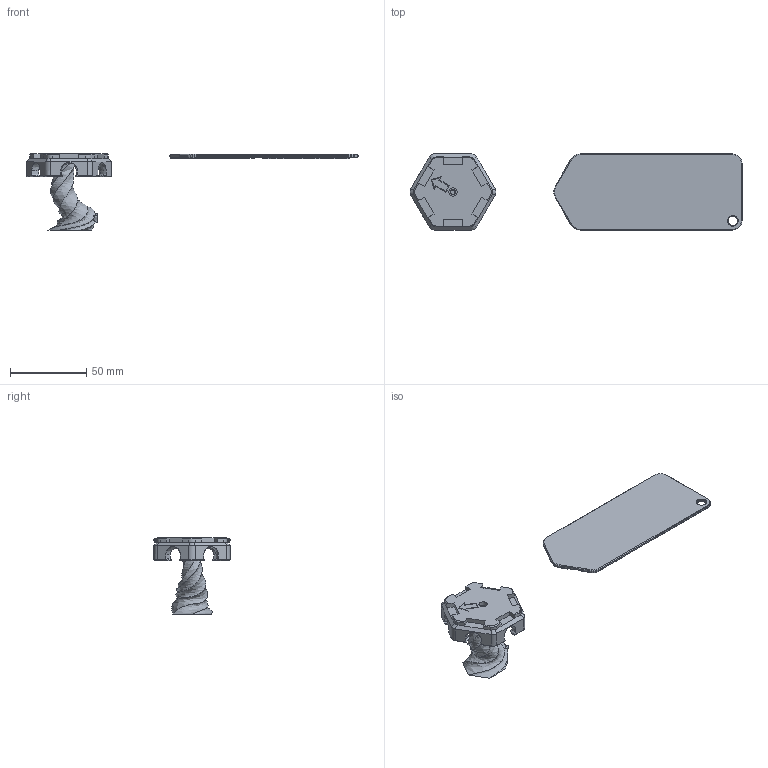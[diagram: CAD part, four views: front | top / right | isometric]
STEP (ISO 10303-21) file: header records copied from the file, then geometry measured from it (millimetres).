
FILE_DESCRIPTION(/* description */ ('','CAx-IF Rec.Pracs.---Representation and Presentation of Product Manufacturing Information (PMI)---4.0---2014-10-13'),/* implementation_level */ '2;1');
FILE_NAME(/* name */ 'Twister.step',/* time_stamp */ '2025-03-25T21:15:52-07:00',/* author */ (''),/* organization */ (''),/* preprocessor_version */ 'ST-DEVELOPER v20',/* originating_system */ 'Autodesk Translation Framework v13.20.0.188',/* authorisation */ '');
FILE_SCHEMA (('AP242_MANAGED_MODEL_BASED_3D_ENGINEERING_MIM_LF { 1 0 10303 442 1 1 4 }'));
Products named in the file (4): Twister; Cow; Card; Card Cow
Assembly tree (3 placements, depth 3):
  Twister
    Cow
    Card
      Card Cow
Bounding box: 218.25 x 50 x 50 mm (x, y, z)
Volume: 37832.1 mm3; surface area: 25667 mm2
Topology: 5 solids, 5 shells, 1917 faces, 5143 edges, 3390 vertices
Faces by surface type: plane 1451, bspline 379, cylinder 57, cone 24, sphere 6
Full cylindrical faces by diameter (mm): 2.828 x1, 3.128 x1, 5.5 x1, 6 x1
Entity records: 69941 total; most frequent: CARTESIAN_POINT 24650, ORIENTED_EDGE 10286, DIRECTION 7472, EDGE_CURVE 5143, LINE 4100, VECTOR 4100, VERTEX_POINT 3390, EDGE_LOOP 2075
